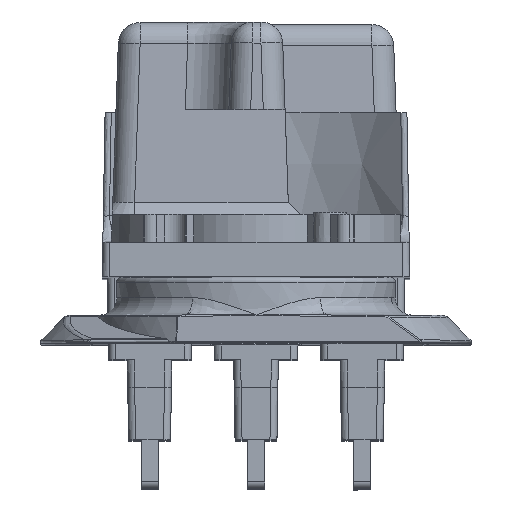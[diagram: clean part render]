
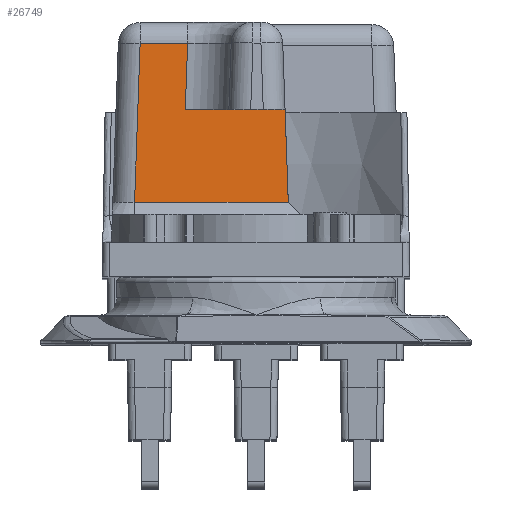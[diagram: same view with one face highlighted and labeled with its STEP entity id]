
A CAD part, top view. The second image highlights one B-rep face of the part: STEP entity #26749.
In plain terms, the highlighted planar face has unit normal (0, 0.035, 0.999).
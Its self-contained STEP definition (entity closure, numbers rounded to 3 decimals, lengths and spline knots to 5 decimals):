
#2722=PLANE('',#28773);
#3428=FACE_OUTER_BOUND('',#4989,.T.);
#4989=EDGE_LOOP('',(#19176,#19177,#19178,#19179,#19180,#19181));
#6668=LINE('',#40901,#8620);
#6680=LINE('',#41116,#8632);
#6682=LINE('',#41122,#8634);
#6683=LINE('',#41124,#8635);
#6684=LINE('',#41126,#8636);
#6685=LINE('',#41127,#8637);
#8620=VECTOR('',#32154,0.3937);
#8632=VECTOR('',#32172,0.3937);
#8634=VECTOR('',#32178,0.3937);
#8635=VECTOR('',#32179,0.3937);
#8636=VECTOR('',#32180,0.3937);
#8637=VECTOR('',#32181,0.3937);
#11562=VERTEX_POINT('',#40899);
#11563=VERTEX_POINT('',#40900);
#11573=VERTEX_POINT('',#41115);
#11575=VERTEX_POINT('',#41121);
#11576=VERTEX_POINT('',#41123);
#11577=VERTEX_POINT('',#41125);
#14448=EDGE_CURVE('',#11562,#11563,#6668,.T.);
#14469=EDGE_CURVE('',#11563,#11573,#6680,.T.);
#14472=EDGE_CURVE('',#11562,#11575,#6682,.T.);
#14473=EDGE_CURVE('',#11575,#11576,#6683,.T.);
#14474=EDGE_CURVE('',#11577,#11576,#6684,.T.);
#14475=EDGE_CURVE('',#11573,#11577,#6685,.T.);
#19176=ORIENTED_EDGE('',*,*,#14448,.F.);
#19177=ORIENTED_EDGE('',*,*,#14472,.T.);
#19178=ORIENTED_EDGE('',*,*,#14473,.T.);
#19179=ORIENTED_EDGE('',*,*,#14474,.F.);
#19180=ORIENTED_EDGE('',*,*,#14475,.F.);
#19181=ORIENTED_EDGE('',*,*,#14469,.F.);
#26749=ADVANCED_FACE('',(#3428),#2722,.T.);
#28773=AXIS2_PLACEMENT_3D('',#41120,#32176,#32177);
#32154=DIRECTION('',(-1.,0.,0.));
#32172=DIRECTION('',(0.035,0.999,-0.035));
#32176=DIRECTION('center_axis',(0.,0.035,
0.999));
#32177=DIRECTION('ref_axis',(1.,0.,0.));
#32178=DIRECTION('',(-0.035,0.999,-0.035));
#32179=DIRECTION('',(-1.,0.,0.));
#32180=DIRECTION('',(-0.035,-0.999,0.035));
#32181=DIRECTION('',(1.,0.,0.));
#40899=CARTESIAN_POINT('',(0.31564,0.1044,2.02374));
#40900=CARTESIAN_POINT('',(-0.12487,0.1044,2.02374));
#40901=CARTESIAN_POINT('',(0.01589,0.1044,2.02374));
#41115=CARTESIAN_POINT('',(-0.10899,0.5591,2.00787));
#41116=CARTESIAN_POINT('',(-0.12606,0.07037,2.02493));
#41120=CARTESIAN_POINT('Origin',(-0.19134,0.06937,
2.02497));
#41121=CARTESIAN_POINT('',(0.30639,0.36942,2.01449));
#41122=CARTESIAN_POINT('',(0.31133,0.2279,2.01943));
#41123=CARTESIAN_POINT('',(0.0205,0.36942,2.01449));
#41124=CARTESIAN_POINT('',(-0.02959,0.36942,2.01449));
#41125=CARTESIAN_POINT('',(0.02713,0.5591,2.00787));
#41126=CARTESIAN_POINT('',(0.01956,0.34249,2.01543));
#41127=CARTESIAN_POINT('',(0.01589,0.5591,2.00787));
